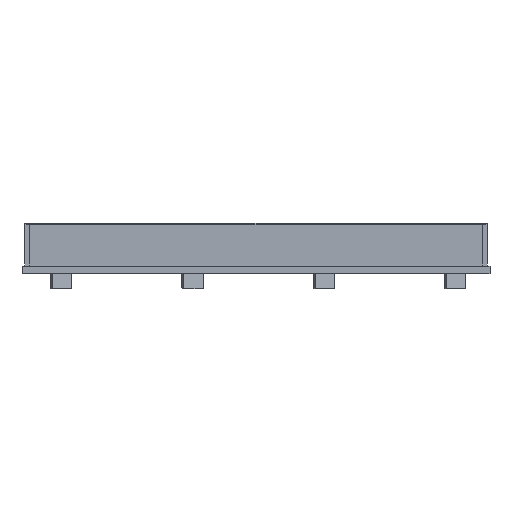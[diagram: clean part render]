
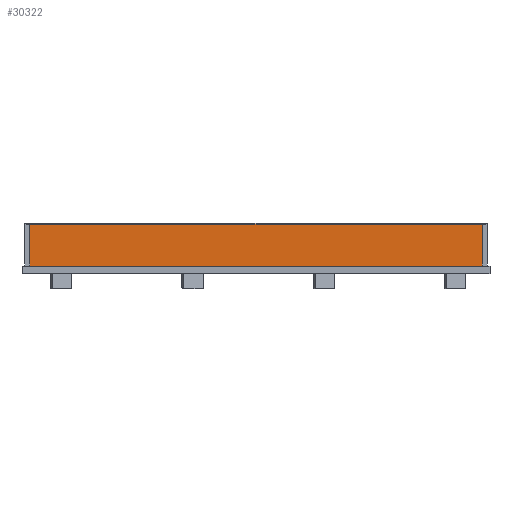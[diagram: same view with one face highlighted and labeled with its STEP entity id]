
A CAD part, front view. The second image highlights one B-rep face of the part: STEP entity #30322.
In plain terms, the highlighted planar face has unit normal (0, -1, 0).
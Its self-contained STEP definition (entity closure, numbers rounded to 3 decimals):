
#18633 = CARTESIAN_POINT ( 'NONE',  ( 1.6, 10.35, 10.35 ) ) ;
#18644 = DIRECTION ( 'NONE',  ( -1., 0., 0. ) ) ;
#18645 = CARTESIAN_POINT ( 'NONE',  ( 49., 10.35, 10.35 ) ) ;
#18673 = LINE ( 'NONE', #18645, #18719 ) ;
#18698 = CARTESIAN_POINT ( 'NONE',  ( 96.4, 10.35, 10.35 ) ) ;
#18719 = VECTOR ( 'NONE', #18644, 1000. ) ;
#19060 = CARTESIAN_POINT ( 'NONE',  ( 96.4, 10.35, 1.6 ) ) ;
#19070 = FACE_OUTER_BOUND ( 'NONE', #30320, .T. ) ;
#19073 = AXIS2_PLACEMENT_3D ( 'NONE', #19126, #19125, #19124 ) ;
#19081 = PLANE ( 'NONE',  #19073 ) ;
#19116 = DIRECTION ( 'NONE',  ( 0., 0., 1. ) ) ;
#19117 = VECTOR ( 'NONE', #19116, 1000. ) ;
#19118 = CARTESIAN_POINT ( 'NONE',  ( 96.4, 10.35, 10.6 ) ) ;
#19119 = LINE ( 'NONE', #19118, #19117 ) ;
#19124 = DIRECTION ( 'NONE',  ( 0., 0., -1. ) ) ;
#19125 = DIRECTION ( 'NONE',  ( 0., -1., 0. ) ) ;
#19126 = CARTESIAN_POINT ( 'NONE',  ( 49., 10.35, 1.6 ) ) ;
#19231 = CARTESIAN_POINT ( 'NONE',  ( 1.6, 10.35, 1.6 ) ) ;
#19372 = VECTOR ( 'NONE', #19391, 1000. ) ;
#19377 = LINE ( 'NONE', #19392, #19372 ) ;
#19391 = DIRECTION ( 'NONE',  ( 1., 0., 0. ) ) ;
#19392 = CARTESIAN_POINT ( 'NONE',  ( 49., 10.35, 1.6 ) ) ;
#19413 = DIRECTION ( 'NONE',  ( 0., 0., -1. ) ) ;
#19414 = VECTOR ( 'NONE', #19413, 1000. ) ;
#19415 = CARTESIAN_POINT ( 'NONE',  ( 1.6, 10.35, 1.6 ) ) ;
#19426 = LINE ( 'NONE', #19415, #19414 ) ;
#30211 = VERTEX_POINT ( 'NONE', #18633 ) ;
#30212 = EDGE_CURVE ( 'NONE', #30219, #30211, #18673, .T. ) ;
#30219 = VERTEX_POINT ( 'NONE', #18698 ) ;
#30320 = EDGE_LOOP ( 'NONE', ( #30396, #30326, #30399, #30330 ) ) ;
#30322 = ADVANCED_FACE ( 'NONE', ( #19070 ), #19081, .T. ) ;
#30323 = VERTEX_POINT ( 'NONE', #19060 ) ;
#30324 = EDGE_CURVE ( 'NONE', #30323, #30219, #19119, .T. ) ;
#30326 = ORIENTED_EDGE ( 'NONE', *, *, #30324, .T. ) ;
#30330 = ORIENTED_EDGE ( 'NONE', *, *, #30406, .T. ) ;
#30358 = VERTEX_POINT ( 'NONE', #19231 ) ;
#30396 = ORIENTED_EDGE ( 'NONE', *, *, #30397, .T. ) ;
#30397 = EDGE_CURVE ( 'NONE', #30358, #30323, #19377, .T. ) ;
#30399 = ORIENTED_EDGE ( 'NONE', *, *, #30212, .T. ) ;
#30406 = EDGE_CURVE ( 'NONE', #30211, #30358, #19426, .T. ) ;
